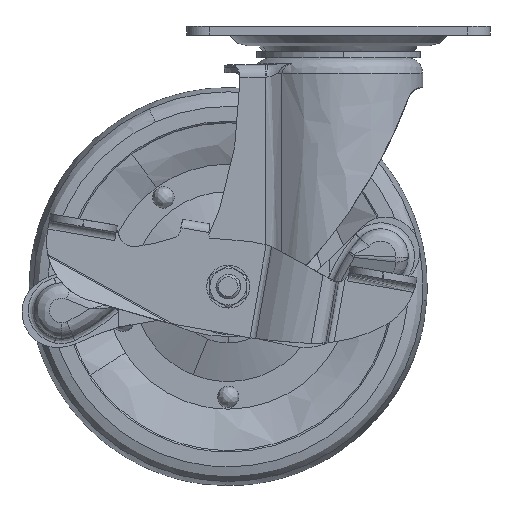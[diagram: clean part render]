
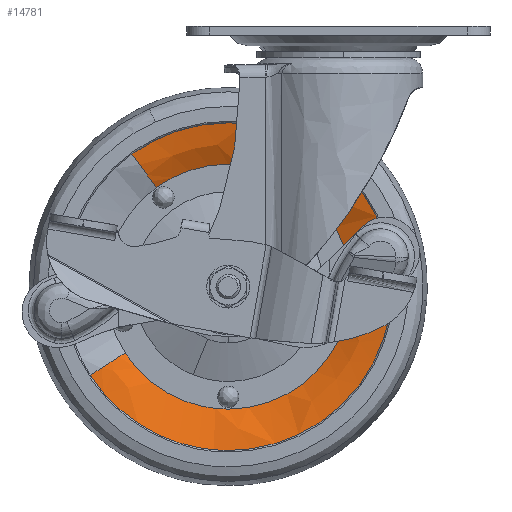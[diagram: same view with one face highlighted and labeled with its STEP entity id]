
A CAD part, front view. The second image highlights one B-rep face of the part: STEP entity #14781.
In plain terms, the highlighted free-form (B-spline) face has degree [2, 2] with [9, 3] control points.
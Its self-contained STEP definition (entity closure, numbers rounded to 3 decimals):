
#14503=CARTESIAN_POINT('',(-31.447,-12.,-41.718));
#14504=VERTEX_POINT('',#14503);
#14518=CARTESIAN_POINT('',(0.0,-12.0,-31.5));
#14519=VERTEX_POINT('',#14518);
#14520=CARTESIAN_POINT('',(0.0,-12.0,-31.5));
#14521=CARTESIAN_POINT('',(-17.383,-12.,-31.5));
#14522=CARTESIAN_POINT('',(-31.447,-12.,-41.718));
#14530=(BOUNDED_CURVE()B_SPLINE_CURVE(2,(#14520,#14521,#14522),.UNSPECIFIED.,.F.,.U.)B_SPLINE_CURVE_WITH_KNOTS((3,3),(0.5,0.601),.UNSPECIFIED.)CURVE()GEOMETRIC_REPRESENTATION_ITEM()RATIONAL_B_SPLINE_CURVE((1.0,0.881,0.859))REPRESENTATION_ITEM(''));
#14531=EDGE_CURVE('',#14519,#14504,#14530,.T.);
#14533=CARTESIAN_POINT('',(53.142,-12.,-91.177));
#14534=VERTEX_POINT('',#14533);
#14535=CARTESIAN_POINT('',(53.142,-12.,-91.177));
#14536=CARTESIAN_POINT('',(53.5,-12.,-88.099));
#14537=CARTESIAN_POINT('',(53.5,-12.0,-85.0));
#14538=CARTESIAN_POINT('',(53.5,-12.0,-31.5));
#14539=CARTESIAN_POINT('',(0.0,-12.0,-31.5));
#14547=(BOUNDED_CURVE()B_SPLINE_CURVE(2,(#14535,#14536,#14537,#14538,#14539),.UNSPECIFIED.,.F.,.U.)B_SPLINE_CURVE_WITH_KNOTS((3,2,3),(0.23,0.25,0.5),.UNSPECIFIED.)CURVE()GEOMETRIC_REPRESENTATION_ITEM()RATIONAL_B_SPLINE_CURVE((0.957,0.977,1.0,0.707,1.0))REPRESENTATION_ITEM(''));
#14548=EDGE_CURVE('',#14534,#14519,#14547,.T.);
#14605=CARTESIAN_POINT('',(0.0,-12.0,-138.5));
#14606=VERTEX_POINT('',#14605);
#14607=CARTESIAN_POINT('',(0.0,-12.0,-138.5));
#14608=CARTESIAN_POINT('',(47.641,-12.0,-138.5));
#14609=CARTESIAN_POINT('',(53.142,-12.,-91.177));
#14617=(BOUNDED_CURVE()B_SPLINE_CURVE(2,(#14607,#14608,#14609),.UNSPECIFIED.,.F.,.U.)B_SPLINE_CURVE_WITH_KNOTS((3,3),(0.0,0.23),.UNSPECIFIED.)CURVE()GEOMETRIC_REPRESENTATION_ITEM()RATIONAL_B_SPLINE_CURVE((1.0,0.731,0.957))REPRESENTATION_ITEM(''));
#14618=EDGE_CURVE('',#14606,#14534,#14617,.T.);
#14620=CARTESIAN_POINT('',(-45.01,-12.,-113.92));
#14621=VERTEX_POINT('',#14620);
#14622=CARTESIAN_POINT('',(-45.01,-12.,-113.92));
#14623=CARTESIAN_POINT('',(-29.217,-12.,-138.5));
#14624=CARTESIAN_POINT('',(0.0,-12.0,-138.5));
#14632=(BOUNDED_CURVE()B_SPLINE_CURVE(2,(#14622,#14623,#14624),.UNSPECIFIED.,.F.,.U.)B_SPLINE_CURVE_WITH_KNOTS((3,3),(0.843,1.0),.UNSPECIFIED.)CURVE()GEOMETRIC_REPRESENTATION_ITEM()RATIONAL_B_SPLINE_CURVE((0.863,0.816,1.0))REPRESENTATION_ITEM(''));
#14633=EDGE_CURVE('',#14621,#14606,#14632,.T.);
#14665=CARTESIAN_POINT('',(-45.607,-12.03,-114.303));
#14666=CARTESIAN_POINT('',(-44.768,-12.03,-115.608));
#14667=CARTESIAN_POINT('',(-43.856,-12.03,-116.863));
#14668=CARTESIAN_POINT('',(-11.993,-12.03,-160.719));
#14669=CARTESIAN_POINT('',(31.863,-12.03,-128.856));
#14670=CARTESIAN_POINT('',(75.719,-12.03,-96.993));
#14671=CARTESIAN_POINT('',(43.856,-12.03,-53.137));
#14672=CARTESIAN_POINT('',(11.993,-12.03,-9.281));
#14673=CARTESIAN_POINT('',(-31.863,-12.03,-41.144));
#14674=CARTESIAN_POINT('',(-38.759,-11.791,-109.903));
#14675=CARTESIAN_POINT('',(-38.046,-11.791,-111.012));
#14676=CARTESIAN_POINT('',(-37.271,-11.791,-112.079));
#14677=CARTESIAN_POINT('',(-10.192,-11.791,-149.35));
#14678=CARTESIAN_POINT('',(27.079,-11.791,-122.271));
#14679=CARTESIAN_POINT('',(64.35,-11.791,-95.192));
#14680=CARTESIAN_POINT('',(37.271,-11.791,-57.921));
#14681=CARTESIAN_POINT('',(10.192,-11.791,-20.65));
#14682=CARTESIAN_POINT('',(-27.079,-11.791,-47.729));
#14683=CARTESIAN_POINT('',(-33.16,-7.099,-106.306));
#14684=CARTESIAN_POINT('',(-32.55,-7.099,-107.255));
#14685=CARTESIAN_POINT('',(-31.887,-7.099,-108.168));
#14686=CARTESIAN_POINT('',(-8.72,-7.099,-140.055));
#14687=CARTESIAN_POINT('',(23.168,-7.099,-116.887));
#14688=CARTESIAN_POINT('',(55.055,-7.099,-93.72));
#14689=CARTESIAN_POINT('',(31.887,-7.099,-61.832));
#14690=CARTESIAN_POINT('',(8.72,-7.099,-29.945));
#14691=CARTESIAN_POINT('',(-23.168,-7.099,-53.113));
#14699=(BOUNDED_SURFACE()B_SPLINE_SURFACE(2,2,((#14665,#14674,#14683),(#14666,#14675,#14684),(#14667,#14676,#14685),(#14668,#14677,#14686),(#14669,#14678,#14687),(#14670,#14679,#14688),(#14671,#14680,#14689),(#14672,#14681,#14690),(#14673,#14682,#14691)),.UNSPECIFIED.,.F.,.F.,.U.)B_SPLINE_SURFACE_WITH_KNOTS((3,2,2,2,3),(3,3),(0.0,3.593,93.409,183.225,273.042),(0.0,15.932),.UNSPECIFIED.)GEOMETRIC_REPRESENTATION_ITEM()RATIONAL_B_SPLINE_SURFACE(((0.921,0.883,0.922),(0.932,0.892,0.932),(0.943,0.903,0.943),(0.667,0.638,0.667),(0.943,0.903,0.943),(0.667,0.638,0.667),(0.943,0.903,0.943),(0.667,0.638,0.667),(0.943,0.903,0.943)))REPRESENTATION_ITEM('')SURFACE());
#14700=ORIENTED_EDGE('',*,*,#14633,.T.);
#14701=ORIENTED_EDGE('',*,*,#14618,.T.);
#14702=ORIENTED_EDGE('',*,*,#14548,.T.);
#14703=ORIENTED_EDGE('',*,*,#14531,.T.);
#14704=CARTESIAN_POINT('',(-23.511,-7.5,-52.639));
#14705=VERTEX_POINT('',#14704);
#14706=CARTESIAN_POINT('',(-31.447,-12.,-41.718));
#14707=CARTESIAN_POINT('',(-27.118,-11.59,-47.675));
#14708=CARTESIAN_POINT('',(-23.511,-7.5,-52.639));
#14716=(BOUNDED_CURVE()B_SPLINE_CURVE(2,(#14706,#14707,#14708),.UNSPECIFIED.,.F.,.U.)B_SPLINE_CURVE_WITH_KNOTS((3,3),(-1.461,-0.535),.UNSPECIFIED.)CURVE()GEOMETRIC_REPRESENTATION_ITEM()RATIONAL_B_SPLINE_CURVE((0.939,0.906,0.94))REPRESENTATION_ITEM(''));
#14717=EDGE_CURVE('',#14504,#14705,#14716,.T.);
#14718=ORIENTED_EDGE('',*,*,#14717,.T.);
#14719=CARTESIAN_POINT('',(0.0,-7.5,-45.));
#14720=VERTEX_POINT('',#14719);
#14721=CARTESIAN_POINT('',(0.0,-7.5,-45.));
#14722=CARTESIAN_POINT('',(-12.997,-7.5,-45.0));
#14723=CARTESIAN_POINT('',(-23.511,-7.5,-52.639));
#14731=(BOUNDED_CURVE()B_SPLINE_CURVE(2,(#14721,#14722,#14723),.UNSPECIFIED.,.F.,.U.)B_SPLINE_CURVE_WITH_KNOTS((3,3),(0.5,0.601),.UNSPECIFIED.)CURVE()GEOMETRIC_REPRESENTATION_ITEM()RATIONAL_B_SPLINE_CURVE((1.0,0.881,0.859))REPRESENTATION_ITEM(''));
#14732=EDGE_CURVE('',#14720,#14705,#14731,.T.);
#14733=ORIENTED_EDGE('',*,*,#14732,.F.);
#14734=CARTESIAN_POINT('',(0.0,-7.5,-125.0));
#14735=VERTEX_POINT('',#14734);
#14736=CARTESIAN_POINT('',(0.0,-7.5,-125.0));
#14737=CARTESIAN_POINT('',(40.,-7.5,-125.0));
#14738=CARTESIAN_POINT('',(40.0,-7.5,-85.0));
#14739=CARTESIAN_POINT('',(40.,-7.5,-45.));
#14740=CARTESIAN_POINT('',(0.0,-7.5,-45.));
#14748=(BOUNDED_CURVE()B_SPLINE_CURVE(2,(#14736,#14737,#14738,#14739,#14740),.UNSPECIFIED.,.F.,.U.)B_SPLINE_CURVE_WITH_KNOTS((3,2,3),(0.0,0.25,0.5),.UNSPECIFIED.)CURVE()GEOMETRIC_REPRESENTATION_ITEM()RATIONAL_B_SPLINE_CURVE((1.0,0.707,1.0,0.707,1.0))REPRESENTATION_ITEM(''));
#14749=EDGE_CURVE('',#14735,#14720,#14748,.T.);
#14750=ORIENTED_EDGE('',*,*,#14749,.F.);
#14751=CARTESIAN_POINT('',(-33.652,-7.5,-106.622));
#14752=VERTEX_POINT('',#14751);
#14753=CARTESIAN_POINT('',(-33.652,-7.5,-106.622));
#14754=CARTESIAN_POINT('',(-21.844,-7.5,-125.));
#14755=CARTESIAN_POINT('',(0.0,-7.5,-125.0));
#14763=(BOUNDED_CURVE()B_SPLINE_CURVE(2,(#14753,#14754,#14755),.UNSPECIFIED.,.F.,.U.)B_SPLINE_CURVE_WITH_KNOTS((3,3),(0.843,1.0),.UNSPECIFIED.)CURVE()GEOMETRIC_REPRESENTATION_ITEM()RATIONAL_B_SPLINE_CURVE((0.863,0.816,1.0))REPRESENTATION_ITEM(''));
#14764=EDGE_CURVE('',#14752,#14735,#14763,.T.);
#14765=ORIENTED_EDGE('',*,*,#14764,.F.);
#14766=CARTESIAN_POINT('',(-45.01,-12.,-113.92));
#14767=CARTESIAN_POINT('',(-38.815,-11.59,-109.939));
#14768=CARTESIAN_POINT('',(-33.652,-7.5,-106.622));
#14776=(BOUNDED_CURVE()B_SPLINE_CURVE(2,(#14766,#14767,#14768),.UNSPECIFIED.,.F.,.U.)B_SPLINE_CURVE_WITH_KNOTS((3,3),(-1.461,-0.535),.UNSPECIFIED.)CURVE()GEOMETRIC_REPRESENTATION_ITEM()RATIONAL_B_SPLINE_CURVE((0.918,0.886,0.918))REPRESENTATION_ITEM(''));
#14777=EDGE_CURVE('',#14621,#14752,#14776,.T.);
#14778=ORIENTED_EDGE('',*,*,#14777,.F.);
#14779=EDGE_LOOP('',(#14700,#14701,#14702,#14703,#14718,#14733,#14750,#14765,#14778));
#14780=FACE_OUTER_BOUND('',#14779,.T.);
#14781=ADVANCED_FACE('',(#14780),#14699,.T.);
